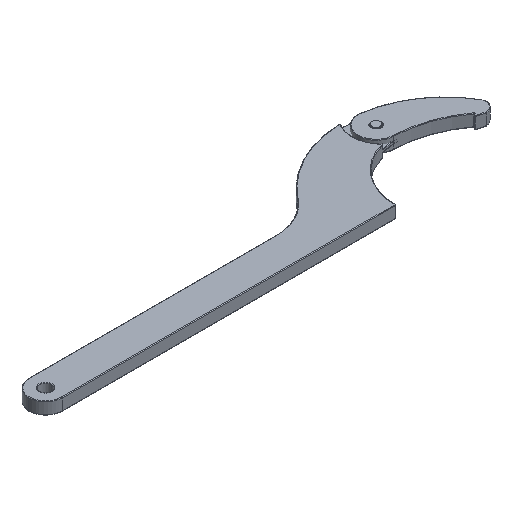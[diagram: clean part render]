
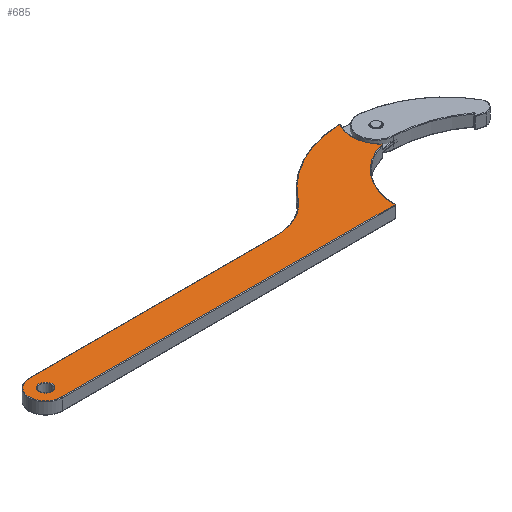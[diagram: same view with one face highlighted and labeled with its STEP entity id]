
A CAD part, isometric view. The second image highlights one B-rep face of the part: STEP entity #685.
In plain terms, the highlighted planar face has unit normal (0, 0, 1).
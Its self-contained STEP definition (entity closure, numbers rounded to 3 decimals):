
#72 = DIRECTION ( 'NONE',  ( 0., 0., 1. ) ) ;
#143 = ORIENTED_EDGE ( 'NONE', *, *, #3644, .T. ) ;
#151 = FACE_BOUND ( 'NONE', #2473, .T. ) ;
#186 = CARTESIAN_POINT ( 'NONE',  ( 117.512, 0., 4. ) ) ;
#188 = VERTEX_POINT ( 'NONE', #639 ) ;
#216 = LINE ( 'NONE', #2493, #1605 ) ;
#269 = LINE ( 'NONE', #2818, #1061 ) ;
#298 = CIRCLE ( 'NONE', #2782, 4.35 ) ;
#302 = VERTEX_POINT ( 'NONE', #989 ) ;
#315 = DIRECTION ( 'NONE',  ( 1., 0., 0. ) ) ;
#340 = CARTESIAN_POINT ( 'NONE',  ( -141.907, 0.35, 4. ) ) ;
#466 = CARTESIAN_POINT ( 'NONE',  ( 122.024, 53.214, 4. ) ) ;
#474 = CIRCLE ( 'NONE', #1773, 20.443 ) ;
#486 = DIRECTION ( 'NONE',  ( 0., 0., -1. ) ) ;
#497 = ORIENTED_EDGE ( 'NONE', *, *, #2293, .T. ) ;
#522 = DIRECTION ( 'NONE',  ( 1., 0., 0. ) ) ;
#551 = EDGE_LOOP ( 'NONE', ( #739, #646, #497, #3185, #1050, #2703, #1271 ) ) ;
#559 = DIRECTION ( 'NONE',  ( 0., 0., -1. ) ) ;
#633 = EDGE_CURVE ( 'NONE', #188, #2954, #3026, .T. ) ;
#634 = DIRECTION ( 'NONE',  ( 1., 0., 0. ) ) ;
#639 = CARTESIAN_POINT ( 'NONE',  ( 104.801, 64.227, 4. ) ) ;
#646 = ORIENTED_EDGE ( 'NONE', *, *, #2062, .T. ) ;
#685 = ADVANCED_FACE ( 'NONE', ( #2693, #151 ), #1282, .T. ) ;
#739 = ORIENTED_EDGE ( 'NONE', *, *, #3526, .T. ) ;
#822 = CIRCLE ( 'NONE', #1055, 4.35 ) ;
#834 = DIRECTION ( 'NONE',  ( 0., 0., 1. ) ) ;
#844 = DIRECTION ( 'NONE',  ( 0., 0., -1. ) ) ;
#989 = CARTESIAN_POINT ( 'NONE',  ( 20.512, 21.65, 4. ) ) ;
#1050 = ORIENTED_EDGE ( 'NONE', *, *, #633, .T. ) ;
#1053 = CARTESIAN_POINT ( 'NONE',  ( -141.907, 21.65, 4. ) ) ;
#1055 = AXIS2_PLACEMENT_3D ( 'NONE', #1756, #1718, #315 ) ;
#1061 = VECTOR ( 'NONE', #1131, 1000. ) ;
#1131 = DIRECTION ( 'NONE',  ( 1., 0., 0. ) ) ;
#1133 = AXIS2_PLACEMENT_3D ( 'NONE', #3166, #2120, #634 ) ;
#1189 = CARTESIAN_POINT ( 'NONE',  ( 48.455, 35.348, 4. ) ) ;
#1271 = ORIENTED_EDGE ( 'NONE', *, *, #3229, .T. ) ;
#1282 = PLANE ( 'NONE',  #2500 ) ;
#1317 = DIRECTION ( 'NONE',  ( -1., 0., 0. ) ) ;
#1354 = DIRECTION ( 'NONE',  ( 0., 0., -1. ) ) ;
#1470 = VERTEX_POINT ( 'NONE', #3322 ) ;
#1601 = CARTESIAN_POINT ( 'NONE',  ( 107.297, 39.036, 4. ) ) ;
#1605 = VECTOR ( 'NONE', #1317, 1000. ) ;
#1718 = DIRECTION ( 'NONE',  ( 0., 0., -1. ) ) ;
#1756 = CARTESIAN_POINT ( 'NONE',  ( -141.907, 11., 4. ) ) ;
#1764 = CARTESIAN_POINT ( 'NONE',  ( 117.512, 0., 4. ) ) ;
#1773 = AXIS2_PLACEMENT_3D ( 'NONE', #466, #1354, #3604 ) ;
#1825 = AXIS2_PLACEMENT_3D ( 'NONE', #3364, #834, #1967 ) ;
#1854 = DIRECTION ( 'NONE',  ( 1., 0., 0. ) ) ;
#1873 = VERTEX_POINT ( 'NONE', #1601 ) ;
#1967 = DIRECTION ( 'NONE',  ( 1., 0., 0. ) ) ;
#2062 = EDGE_CURVE ( 'NONE', #2952, #1470, #269, .T. ) ;
#2120 = DIRECTION ( 'NONE',  ( 0., 0., 1. ) ) ;
#2123 = CIRCLE ( 'NONE', #1825, 10.65 ) ;
#2234 = DIRECTION ( 'NONE',  ( 1., 0., 0. ) ) ;
#2251 = EDGE_CURVE ( 'NONE', #1873, #188, #474, .T. ) ;
#2254 = CIRCLE ( 'NONE', #3472, 40.35 ) ;
#2293 = EDGE_CURVE ( 'NONE', #1470, #1873, #2254, .T. ) ;
#2312 = VERTEX_POINT ( 'NONE', #2983 ) ;
#2342 = DIRECTION ( 'NONE',  ( 1., 0., 0. ) ) ;
#2473 = EDGE_LOOP ( 'NONE', ( #143, #2655 ) ) ;
#2493 = CARTESIAN_POINT ( 'NONE',  ( -141.907, 21.65, 4. ) ) ;
#2500 = AXIS2_PLACEMENT_3D ( 'NONE', #1764, #72, #2342 ) ;
#2521 = EDGE_CURVE ( 'NONE', #2660, #2312, #298, .T. ) ;
#2655 = ORIENTED_EDGE ( 'NONE', *, *, #2521, .T. ) ;
#2660 = VERTEX_POINT ( 'NONE', #3232 ) ;
#2693 = FACE_OUTER_BOUND ( 'NONE', #551, .T. ) ;
#2703 = ORIENTED_EDGE ( 'NONE', *, *, #2743, .T. ) ;
#2743 = EDGE_CURVE ( 'NONE', #2954, #302, #2981, .T. ) ;
#2782 = AXIS2_PLACEMENT_3D ( 'NONE', #3643, #559, #2234 ) ;
#2818 = CARTESIAN_POINT ( 'NONE',  ( 77.512, 0.35, 4. ) ) ;
#2825 = VERTEX_POINT ( 'NONE', #1053 ) ;
#2952 = VERTEX_POINT ( 'NONE', #340 ) ;
#2954 = VERTEX_POINT ( 'NONE', #1189 ) ;
#2981 = CIRCLE ( 'NONE', #3389, 35.35 ) ;
#2983 = CARTESIAN_POINT ( 'NONE',  ( -137.557, 11., 4. ) ) ;
#3026 = CIRCLE ( 'NONE', #1133, 74.65 ) ;
#3166 = CARTESIAN_POINT ( 'NONE',  ( 107.463, -10.376, 4. ) ) ;
#3185 = ORIENTED_EDGE ( 'NONE', *, *, #2251, .T. ) ;
#3229 = EDGE_CURVE ( 'NONE', #302, #2825, #216, .T. ) ;
#3232 = CARTESIAN_POINT ( 'NONE',  ( -146.257, 11., 4. ) ) ;
#3322 = CARTESIAN_POINT ( 'NONE',  ( 77.163, 0.35, 4. ) ) ;
#3364 = CARTESIAN_POINT ( 'NONE',  ( -141.907, 11., 4. ) ) ;
#3389 = AXIS2_PLACEMENT_3D ( 'NONE', #3567, #844, #1854 ) ;
#3472 = AXIS2_PLACEMENT_3D ( 'NONE', #186, #486, #522 ) ;
#3526 = EDGE_CURVE ( 'NONE', #2825, #2952, #2123, .T. ) ;
#3567 = CARTESIAN_POINT ( 'NONE',  ( 20.512, 57., 4. ) ) ;
#3604 = DIRECTION ( 'NONE',  ( 1., 0., 0. ) ) ;
#3643 = CARTESIAN_POINT ( 'NONE',  ( -141.907, 11., 4. ) ) ;
#3644 = EDGE_CURVE ( 'NONE', #2312, #2660, #822, .T. ) ;
